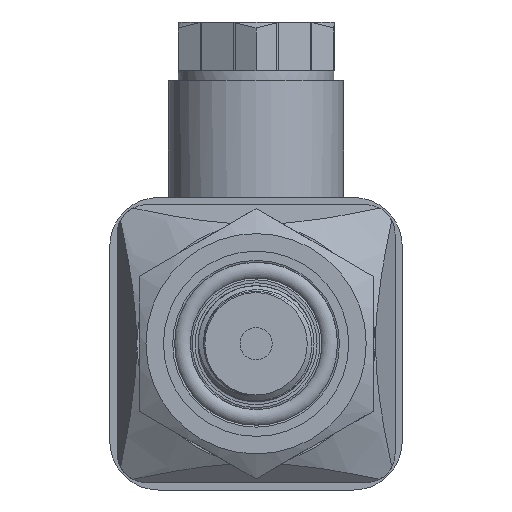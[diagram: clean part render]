
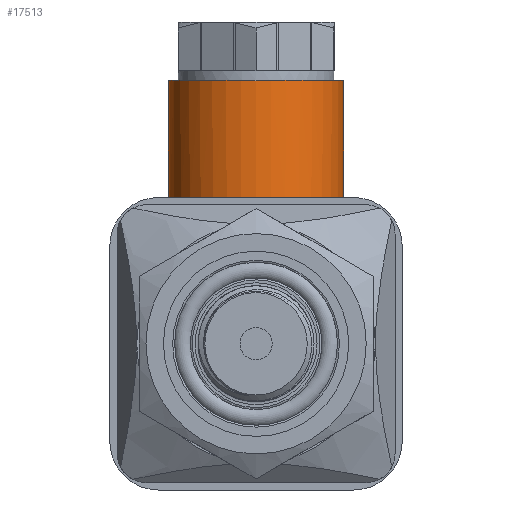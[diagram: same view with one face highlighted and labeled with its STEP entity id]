
A CAD part, left-side view. The second image highlights one B-rep face of the part: STEP entity #17513.
In plain terms, the highlighted cylindrical face has radius 9 mm (diameter 18 mm), a full revolution.
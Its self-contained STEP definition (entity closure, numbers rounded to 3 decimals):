
#1980=FACE_OUTER_BOUND('',#3050,.T.);
#3050=EDGE_LOOP('',(#16288,#16289,#16290,#16291,#16292,#16293,#16294));
#3431=CIRCLE('',#18658,9.);
#3432=CIRCLE('',#18659,9.);
#3457=CIRCLE('',#18740,9.);
#4019=B_SPLINE_CURVE_WITH_KNOTS('',3,(#49845,#49846,#49847,#49848,#49849,
#49850,#49851,#49852,#49853,#49854),.UNSPECIFIED.,.F.,.F.,(4,2,1,1,1,1,
4),(-0.002,0.,0.204,0.408,0.611,
0.815,1.019),.UNSPECIFIED.);
#4020=B_SPLINE_CURVE_WITH_KNOTS('',3,(#49923,#49924,#49925,#49926,#49927,
#49928,#49929,#49930,#49931,#49932,#49933,#49934),.UNSPECIFIED.,.F.,.F.,
(4,1,1,1,1,1,1,2,4),(0.,0.204,0.306,
0.408,0.509,0.611,0.815,
1.019,1.02),.UNSPECIFIED.);
#5540=LINE('',#50262,#7078);
#7078=VECTOR('',#22492,9.);
#8396=VERTEX_POINT('',#47326);
#8657=VERTEX_POINT('',#49843);
#8658=VERTEX_POINT('',#49856);
#8660=VERTEX_POINT('',#49860);
#8751=VERTEX_POINT('',#50260);
#11123=EDGE_CURVE('',#8396,#8657,#4019,.T.);
#11126=EDGE_CURVE('',#8657,#8660,#3431,.T.);
#11127=EDGE_CURVE('',#8660,#8658,#3432,.T.);
#11128=EDGE_CURVE('',#8658,#8396,#4020,.T.);
#11273=EDGE_CURVE('',#8751,#8751,#3457,.T.);
#11274=EDGE_CURVE('',#8751,#8660,#5540,.T.);
#16288=ORIENTED_EDGE('',*,*,#11273,.F.);
#16289=ORIENTED_EDGE('',*,*,#11274,.T.);
#16290=ORIENTED_EDGE('',*,*,#11126,.F.);
#16291=ORIENTED_EDGE('',*,*,#11123,.F.);
#16292=ORIENTED_EDGE('',*,*,#11128,.F.);
#16293=ORIENTED_EDGE('',*,*,#11127,.F.);
#16294=ORIENTED_EDGE('',*,*,#11274,.F.);
#16563=CYLINDRICAL_SURFACE('',#18739,9.);
#17513=ADVANCED_FACE('',(#1980),#16563,.T.);
#18658=AXIS2_PLACEMENT_3D('',#49861,#22219,#22220);
#18659=AXIS2_PLACEMENT_3D('',#49862,#22221,#22222);
#18739=AXIS2_PLACEMENT_3D('',#50259,#22488,#22489);
#18740=AXIS2_PLACEMENT_3D('',#50261,#22490,#22491);
#22219=DIRECTION('center_axis',(0.,0.,-1.));
#22220=DIRECTION('ref_axis',(1.,0.,0.));
#22221=DIRECTION('center_axis',(0.,0.,-1.));
#22222=DIRECTION('ref_axis',(1.,0.,0.));
#22488=DIRECTION('center_axis',(0.,0.,1.));
#22489=DIRECTION('ref_axis',(-1.,0.,0.));
#22490=DIRECTION('center_axis',(0.,0.,1.));
#22491=DIRECTION('ref_axis',(-1.,0.,0.));
#22492=DIRECTION('',(0.,0.,-1.));
#47326=CARTESIAN_POINT('',(-28.,0.,10.5));
#49843=CARTESIAN_POINT('',(-24.4,7.2,14.5));
#49845=CARTESIAN_POINT('Ctrl Pts',(-28.,0.,10.5));
#49846=CARTESIAN_POINT('Ctrl Pts',(-28.,0.004,10.503));
#49847=CARTESIAN_POINT('Ctrl Pts',(-28.,0.008,
10.505));
#49848=CARTESIAN_POINT('Ctrl Pts',(-27.999,0.528,
10.871));
#49849=CARTESIAN_POINT('Ctrl Pts',(-27.909,1.565,11.599));
#49850=CARTESIAN_POINT('Ctrl Pts',(-27.501,3.098,12.639));
#49851=CARTESIAN_POINT('Ctrl Pts',(-26.801,4.592,13.566));
#49852=CARTESIAN_POINT('Ctrl Pts',(-25.787,6.,14.28));
#49853=CARTESIAN_POINT('Ctrl Pts',(-24.889,6.833,14.5));
#49854=CARTESIAN_POINT('Ctrl Pts',(-24.4,7.2,14.5));
#49856=CARTESIAN_POINT('',(-24.4,-7.2,14.5));
#49860=CARTESIAN_POINT('',(-10.,0.,14.5));
#49861=CARTESIAN_POINT('Origin',(-19.,0.,14.5));
#49862=CARTESIAN_POINT('Origin',(-19.,0.,14.5));
#49923=CARTESIAN_POINT('Ctrl Pts',(-24.4,-7.2,14.5));
#49924=CARTESIAN_POINT('Ctrl Pts',(-24.889,-6.833,
14.5));
#49925=CARTESIAN_POINT('Ctrl Pts',(-25.563,-6.207,
14.335));
#49926=CARTESIAN_POINT('Ctrl Pts',(-26.294,-5.296,
13.923));
#49927=CARTESIAN_POINT('Ctrl Pts',(-26.763,-4.579,
13.539));
#49928=CARTESIAN_POINT('Ctrl Pts',(-27.15,-3.846,
13.104));
#49929=CARTESIAN_POINT('Ctrl Pts',(-27.569,-2.842,
12.466));
#49930=CARTESIAN_POINT('Ctrl Pts',(-27.909,-1.565,
11.6));
#49931=CARTESIAN_POINT('Ctrl Pts',(-27.999,-0.528,
10.871));
#49932=CARTESIAN_POINT('Ctrl Pts',(-28.,-0.008,
10.505));
#49933=CARTESIAN_POINT('Ctrl Pts',(-28.,-0.004,10.503));
#49934=CARTESIAN_POINT('Ctrl Pts',(-28.,0.,10.5));
#50259=CARTESIAN_POINT('Origin',(-19.,0.,13.5));
#50260=CARTESIAN_POINT('',(-10.,0.,27.));
#50261=CARTESIAN_POINT('Origin',(-19.,0.,27.));
#50262=CARTESIAN_POINT('',(-10.,0.,13.5));
